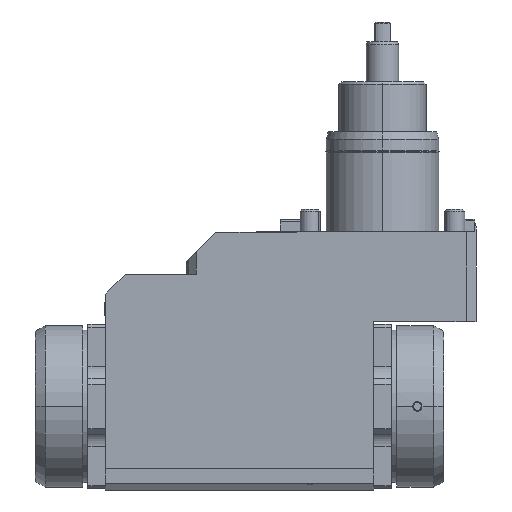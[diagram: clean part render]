
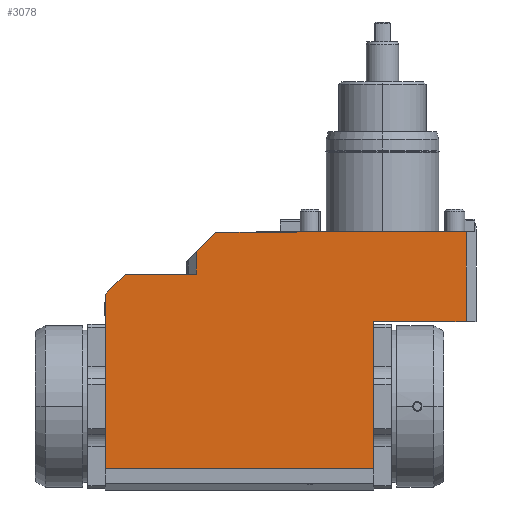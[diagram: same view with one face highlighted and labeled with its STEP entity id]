
A CAD part, front view. The second image highlights one B-rep face of the part: STEP entity #3078.
In plain terms, the highlighted planar face has unit normal (0, -1, 0).
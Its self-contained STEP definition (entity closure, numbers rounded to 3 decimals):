
#2809=CARTESIAN_POINT('',(-111.,-37.5,-25.));
#2810=VERTEX_POINT('',#2809);
#2817=CARTESIAN_POINT('',(-103.,-37.5,-17.));
#2818=VERTEX_POINT('',#2817);
#2819=CARTESIAN_POINT('',(-111.,-37.5,-25.));
#2820=DIRECTION('',(0.707,0.,0.707));
#2821=VECTOR('',#2820,11.314);
#2822=LINE('',#2819,#2821);
#2823=EDGE_CURVE('',#2810,#2818,#2822,.T.);
#2861=CARTESIAN_POINT('',(33.5,-37.5,-36.));
#2862=VERTEX_POINT('',#2861);
#2870=CARTESIAN_POINT('',(33.5,-37.5,-0.));
#2871=VERTEX_POINT('',#2870);
#2878=CARTESIAN_POINT('',(33.5,-37.5,-0.));
#2879=DIRECTION('',(0.,-0.,-1.));
#2880=VECTOR('',#2879,36.);
#2881=LINE('',#2878,#2880);
#2882=EDGE_CURVE('',#2871,#2862,#2881,.T.);
#2892=CARTESIAN_POINT('',(-3.5,-37.5,-95.));
#2893=VERTEX_POINT('',#2892);
#2902=CARTESIAN_POINT('',(-111.,-37.5,-95.));
#2903=VERTEX_POINT('',#2902);
#2904=CARTESIAN_POINT('',(-111.,-37.5,-95.));
#2905=DIRECTION('',(1.,-0.,-0.));
#2906=VECTOR('',#2905,107.5);
#2907=LINE('',#2904,#2906);
#2908=EDGE_CURVE('',#2903,#2893,#2907,.T.);
#3002=CARTESIAN_POINT('',(37.5,-37.5,-70.));
#3003=DIRECTION('',(-0.,-1.,0.));
#3004=DIRECTION('',(1.,-0.,-0.));
#3005=AXIS2_PLACEMENT_3D('',#3002,#3003,#3004);
#3006=PLANE('',#3005);
#3007=ORIENTED_EDGE('',*,*,#2908,.T.);
#3008=CARTESIAN_POINT('',(-3.5,-37.5,-36.));
#3009=VERTEX_POINT('',#3008);
#3010=CARTESIAN_POINT('',(-3.5,-37.5,-95.));
#3011=DIRECTION('',(0.,0.,1.));
#3012=VECTOR('',#3011,59.);
#3013=LINE('',#3010,#3012);
#3014=EDGE_CURVE('',#2893,#3009,#3013,.T.);
#3015=ORIENTED_EDGE('',*,*,#3014,.T.);
#3016=CARTESIAN_POINT('',(-3.5,-37.5,-36.));
#3017=DIRECTION('',(1.,-0.,0.));
#3018=VECTOR('',#3017,37.);
#3019=LINE('',#3016,#3018);
#3020=EDGE_CURVE('',#3009,#2862,#3019,.T.);
#3021=ORIENTED_EDGE('',*,*,#3020,.T.);
#3022=ORIENTED_EDGE('',*,*,#2882,.F.);
#3023=CARTESIAN_POINT('',(-34.565,-37.5,0.));
#3024=VERTEX_POINT('',#3023);
#3025=CARTESIAN_POINT('',(-34.565,-37.5,0.));
#3026=DIRECTION('',(1.,0.,-0.));
#3027=VECTOR('',#3026,68.065);
#3028=LINE('',#3025,#3027);
#3029=EDGE_CURVE('',#3024,#2871,#3028,.T.);
#3030=ORIENTED_EDGE('',*,*,#3029,.F.);
#3031=CARTESIAN_POINT('',(-34.565,-37.5,-0.2));
#3032=VERTEX_POINT('',#3031);
#3033=CARTESIAN_POINT('',(-34.565,-37.5,0.));
#3034=DIRECTION('',(0.,0.,-1.));
#3035=VECTOR('',#3034,0.2);
#3036=LINE('',#3033,#3035);
#3037=EDGE_CURVE('',#3024,#3032,#3036,.T.);
#3038=ORIENTED_EDGE('',*,*,#3037,.T.);
#3039=CARTESIAN_POINT('',(-66.7,-37.5,-0.2));
#3040=VERTEX_POINT('',#3039);
#3041=CARTESIAN_POINT('',(-34.565,-37.5,-0.2));
#3042=DIRECTION('',(-1.,0.,0.));
#3043=VECTOR('',#3042,32.135);
#3044=LINE('',#3041,#3043);
#3045=EDGE_CURVE('',#3032,#3040,#3044,.T.);
#3046=ORIENTED_EDGE('',*,*,#3045,.T.);
#3047=CARTESIAN_POINT('',(-74.5,-37.5,-8.));
#3048=VERTEX_POINT('',#3047);
#3049=CARTESIAN_POINT('',(-74.5,-37.5,-8.));
#3050=DIRECTION('',(0.707,-0.,0.707));
#3051=VECTOR('',#3050,11.031);
#3052=LINE('',#3049,#3051);
#3053=EDGE_CURVE('',#3048,#3040,#3052,.T.);
#3054=ORIENTED_EDGE('',*,*,#3053,.F.);
#3055=CARTESIAN_POINT('',(-74.5,-37.5,-17.));
#3056=VERTEX_POINT('',#3055);
#3057=CARTESIAN_POINT('',(-74.5,-37.5,-17.));
#3058=DIRECTION('',(0.,0.,1.));
#3059=VECTOR('',#3058,9.);
#3060=LINE('',#3057,#3059);
#3061=EDGE_CURVE('',#3056,#3048,#3060,.T.);
#3062=ORIENTED_EDGE('',*,*,#3061,.F.);
#3063=CARTESIAN_POINT('',(-74.5,-37.5,-17.));
#3064=DIRECTION('',(-1.,0.,0.));
#3065=VECTOR('',#3064,28.5);
#3066=LINE('',#3063,#3065);
#3067=EDGE_CURVE('',#3056,#2818,#3066,.T.);
#3068=ORIENTED_EDGE('',*,*,#3067,.T.);
#3069=ORIENTED_EDGE('',*,*,#2823,.F.);
#3070=CARTESIAN_POINT('',(-111.,-37.5,-25.));
#3071=DIRECTION('',(0.,0.,-1.));
#3072=VECTOR('',#3071,70.);
#3073=LINE('',#3070,#3072);
#3074=EDGE_CURVE('',#2810,#2903,#3073,.T.);
#3075=ORIENTED_EDGE('',*,*,#3074,.T.);
#3076=EDGE_LOOP('',(#3007,#3015,#3021,#3022,#3030,#3038,#3046,#3054,#3062,#3068,#3069,#3075));
#3077=FACE_BOUND('',#3076,.T.);
#3078=ADVANCED_FACE('',(#3077),#3006,.T.);
